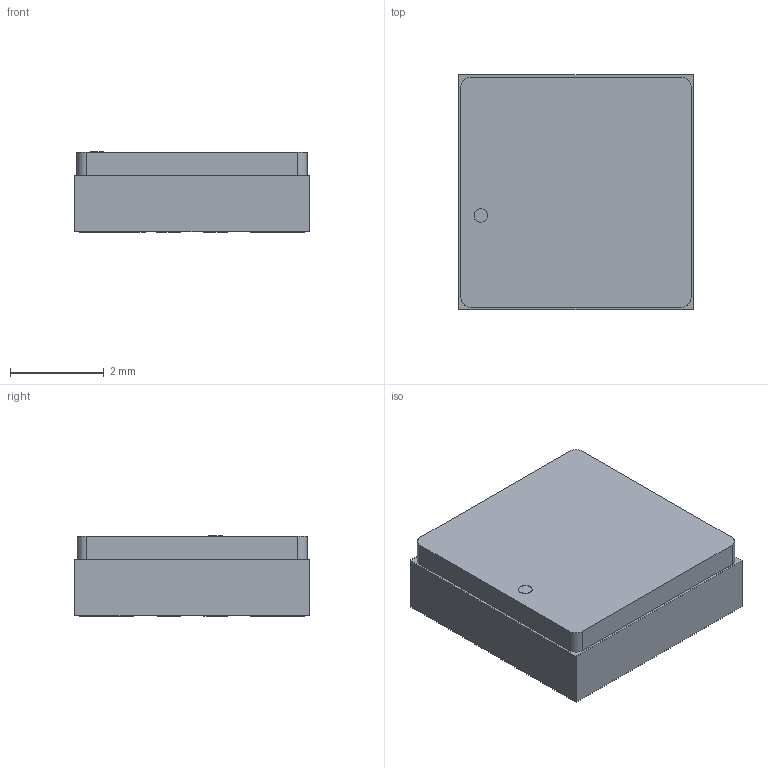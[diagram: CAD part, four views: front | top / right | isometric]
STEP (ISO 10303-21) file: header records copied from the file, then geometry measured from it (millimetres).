
FILE_DESCRIPTION((''),'2;1');
FILE_NAME('111','2022-07-04T20:01:27',('win10'),(''),'CREO PARAMETRIC BY PTC INC, 2020033','CREO PARAMETRIC BY PTC INC, 2020033','');
FILE_SCHEMA(('CONFIG_CONTROL_DESIGN','GEOMETRIC_VALIDATION_PROPERTIES_MIM'));
Length unit declared in the file: millimetre
Products named in the file (1): 111
Bounding box: 5 x 5.01 x 1.72 mm (x, y, z)
Volume: 42 mm3; surface area: 84.2 mm2
Topology: 1 solids, 1 shells, 258 faces, 657 edges, 438 vertices
Faces by surface type: plane 177, extrusion 73, cylinder 8
Entity records: 10042 total; most frequent: CARTESIAN_POINT 2262, ORIENTED_EDGE 1314, DIRECTION 970, EDGE_CURVE 657, VECTOR 568, LINE 495, VERTEX_POINT 438, EDGE_LOOP 295
